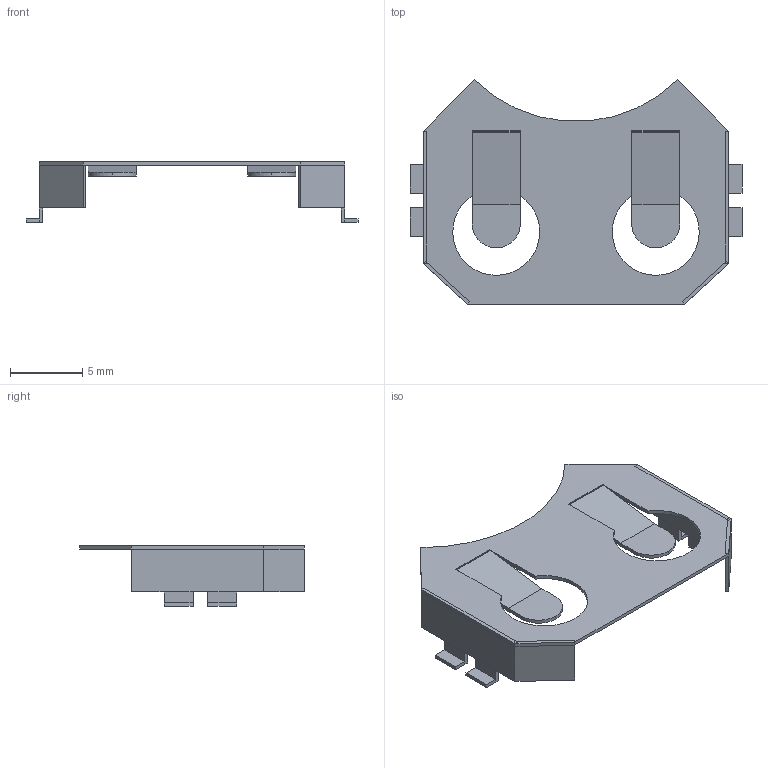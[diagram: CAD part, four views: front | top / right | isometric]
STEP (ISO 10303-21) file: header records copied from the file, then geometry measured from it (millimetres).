
FILE_DESCRIPTION(('FreeCAD Model'),'2;1');
FILE_NAME('BatteryHolder_LINX_BAT-HLD-001.step', '2018-10-23T14:40:39',('kicad StepUp'),('ksu MCAD'), 'Open CASCADE STEP processor 7.3','FreeCAD','Unknown');
FILE_SCHEMA(('AUTOMOTIVE_DESIGN { 1 0 10303 214 1 1 1 1 }'));
Length unit declared in the file: millimetre
Products named in the file (1): BatteryHolder_LINX_BAT-HLD-001
Bounding box: 22.9 x 15.5 x 4.2 mm (x, y, z)
Volume: 84.6 mm3; surface area: 719.9 mm2
Topology: 1 solids, 1 shells, 108 faces, 266 edges, 160 vertices
Faces by surface type: plane 101, cylinder 7
Entity records: 3097 total; most frequent: CARTESIAN_POINT 535, ORIENTED_EDGE 532, DIRECTION 498, EDGE_CURVE 266, LINE 252, VECTOR 252, VERTEX_POINT 160, AXIS2_PLACEMENT_3D 123
